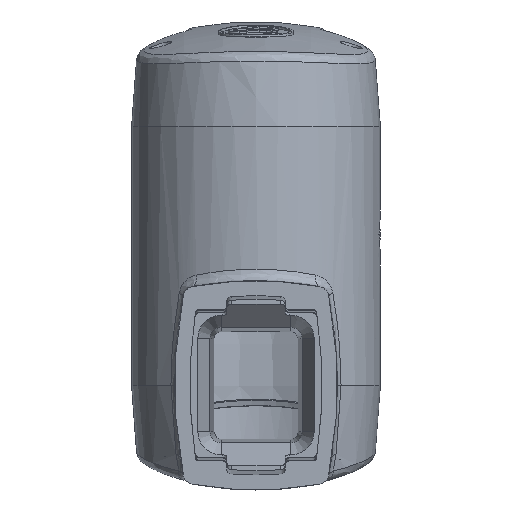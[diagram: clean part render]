
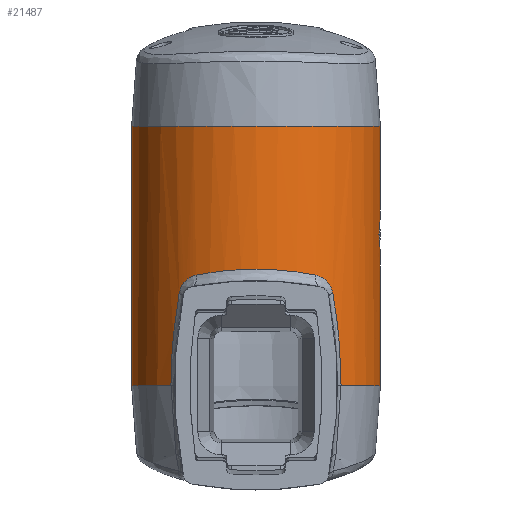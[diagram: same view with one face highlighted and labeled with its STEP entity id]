
A CAD part, top view. The second image highlights one B-rep face of the part: STEP entity #21487.
In plain terms, the highlighted cylindrical face has radius 53.5 mm (diameter 107 mm), a partial arc.
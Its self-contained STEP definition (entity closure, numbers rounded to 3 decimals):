
#991=CARTESIAN_POINT('',(0.,55.75,0.));
#992=DIRECTION('',(0.,-1.,0.));
#993=DIRECTION('',(1.,0.,0.));
#994=AXIS2_PLACEMENT_3D('',#991,#992,#993);
#996=CARTESIAN_POINT('',(0.,55.75,0.));
#997=DIRECTION('',(0.,1.,0.));
#998=DIRECTION('',(-0.003,0.,1.));
#999=AXIS2_PLACEMENT_3D('',#996,#997,#998);
#1001=CARTESIAN_POINT('',(0.,55.75,0.));
#1002=DIRECTION('',(0.,-1.,0.));
#1003=DIRECTION('',(-0.003,0.,1.));
#1004=AXIS2_PLACEMENT_3D('',#1001,#1002,#1003);
#2199=CARTESIAN_POINT('',(53.5,1.75,0.));
#2217=CARTESIAN_POINT('',(53.5,16.75,0.));
#3050=CARTESIAN_POINT('',(53.5,16.75,0.));
#3051=CARTESIAN_POINT('',(53.5,16.75,0.651));
#3052=CARTESIAN_POINT('',(53.476,16.579,1.956));
#3053=CARTESIAN_POINT('',(53.375,15.824,3.787));
#3054=CARTESIAN_POINT('',(53.237,14.614,5.365));
#3055=CARTESIAN_POINT('',(53.097,13.036,6.575));
#3056=CARTESIAN_POINT('',(52.996,11.204,7.33));
#3057=CARTESIAN_POINT('',(52.972,9.9,7.5));
#3058=CARTESIAN_POINT('',(52.972,9.25,7.5));
#3060=CARTESIAN_POINT('',(52.972,9.25,7.5));
#3061=CARTESIAN_POINT('',(52.972,8.599,7.5));
#3062=CARTESIAN_POINT('',(52.996,7.294,7.329));
#3063=CARTESIAN_POINT('',(53.098,5.463,6.574));
#3064=CARTESIAN_POINT('',(53.237,3.885,5.364));
#3065=CARTESIAN_POINT('',(53.375,2.676,3.786));
#3066=CARTESIAN_POINT('',(53.476,1.92,1.955));
#3067=CARTESIAN_POINT('',(53.5,1.75,0.651));
#3068=CARTESIAN_POINT('',(53.5,1.75,0.));
#3078=DIRECTION('',(0.,1.,0.));
#3079=VECTOR('',#3078,111.5);
#3080=CARTESIAN_POINT('',(-53.5,-55.75,0.));
#3081=LINE('',#3080,#3079);
#3082=DIRECTION('',(0.,-1.,0.));
#3083=VECTOR('',#3082,39.);
#3084=CARTESIAN_POINT('',(53.5,55.75,0.));
#3085=LINE('',#3084,#3083);
#3086=DIRECTION('',(0.,-1.,0.));
#3087=VECTOR('',#3086,57.5);
#3088=CARTESIAN_POINT('',(53.5,1.75,0.));
#3089=LINE('',#3088,#3087);
#3090=CARTESIAN_POINT('',(36.581,-55.75,39.039));
#3091=CARTESIAN_POINT('',(36.591,-51.683,39.03));
#3092=CARTESIAN_POINT('',(36.355,-43.334,39.253));
#3093=CARTESIAN_POINT('',(35.254,-30.134,40.259));
#3094=CARTESIAN_POINT('',(33.905,-20.937,41.399));
#3095=CARTESIAN_POINT('',(33.065,-16.235,42.059));
#3097=CARTESIAN_POINT('',(33.065,-16.235,42.059));
#3098=CARTESIAN_POINT('',(32.942,-15.519,42.156));
#3099=CARTESIAN_POINT('',(32.542,-14.127,42.469));
#3100=CARTESIAN_POINT('',(31.465,-12.083,43.279));
#3101=CARTESIAN_POINT('',(29.902,-10.305,44.381));
#3102=CARTESIAN_POINT('',(27.926,-8.971,45.655));
#3103=CARTESIAN_POINT('',(26.506,-8.482,46.481));
#3104=CARTESIAN_POINT('',(25.753,-8.329,46.894));
#3106=CARTESIAN_POINT('',(25.753,-8.329,46.894));
#3107=CARTESIAN_POINT('',(17.985,-6.76,51.159));
#3108=CARTESIAN_POINT('',(0.,-4.739,
55.841));
#3109=CARTESIAN_POINT('',(-17.985,-6.76,
51.159));
#3110=CARTESIAN_POINT('',(-25.753,-8.329,
46.894));
#3112=CARTESIAN_POINT('',(-25.753,-8.329,
46.894));
#3113=CARTESIAN_POINT('',(-26.507,-8.483,
46.48));
#3114=CARTESIAN_POINT('',(-27.931,-8.973,
45.652));
#3115=CARTESIAN_POINT('',(-29.904,-10.307,
44.38));
#3116=CARTESIAN_POINT('',(-31.465,-12.083,
43.279));
#3117=CARTESIAN_POINT('',(-32.543,-14.132,
42.468));
#3118=CARTESIAN_POINT('',(-32.942,-15.521,
42.156));
#3119=CARTESIAN_POINT('',(-33.065,-16.235,
42.059));
#3121=CARTESIAN_POINT('',(-33.065,-16.235,
42.059));
#3122=CARTESIAN_POINT('',(-33.905,-20.937,
41.399));
#3123=CARTESIAN_POINT('',(-35.254,-30.135,
40.258));
#3124=CARTESIAN_POINT('',(-36.355,-43.336,
39.253));
#3125=CARTESIAN_POINT('',(-36.591,-51.684,
39.03));
#3126=CARTESIAN_POINT('',(-36.581,-55.75,
39.039));
#3138=CARTESIAN_POINT('',(0.,-55.75,0.));
#3139=DIRECTION('',(0.,1.,0.));
#3140=DIRECTION('',(-1.,0.,0.));
#3141=AXIS2_PLACEMENT_3D('',#3138,#3139,#3140);
#3195=CARTESIAN_POINT('',(0.,-55.75,0.));
#3196=DIRECTION('',(0.,1.,0.));
#3197=DIRECTION('',(0.684,0.,0.73));
#3198=AXIS2_PLACEMENT_3D('',#3195,#3196,#3197);
#14960=VERTEX_POINT('',#3121);
#14961=VERTEX_POINT('',#3126);
#14962=CARTESIAN_POINT('',(-53.5,-55.75,0.));
#14963=VERTEX_POINT('',#14962);
#14964=CARTESIAN_POINT('',(36.581,-55.75,39.039));
#14965=CARTESIAN_POINT('',(53.5,-55.75,0.));
#14966=VERTEX_POINT('',#14964);
#14967=VERTEX_POINT('',#14965);
#14968=VERTEX_POINT('',#3095);
#14969=VERTEX_POINT('',#3104);
#14970=VERTEX_POINT('',#3110);
#16129=CARTESIAN_POINT('',(53.5,55.75,0.));
#16131=VERTEX_POINT('',#16129);
#16132=CARTESIAN_POINT('',(-53.5,55.75,0.));
#16134=VERTEX_POINT('',#16132);
#16158=VERTEX_POINT('',#2217);
#16162=VERTEX_POINT('',#2199);
#16163=VERTEX_POINT('',#3058);
#16661=CARTESIAN_POINT('',(-0.151,55.75,53.5));
#16662=CARTESIAN_POINT('',(0.,55.75,53.5));
#16663=VERTEX_POINT('',#16661);
#16664=VERTEX_POINT('',#16662);
#21458=CARTESIAN_POINT('',(0.,0.35,0.));
#21459=DIRECTION('',(0.,-1.,0.));
#21460=DIRECTION('',(1.,0.,0.));
#21461=AXIS2_PLACEMENT_3D('',#21458,#21459,#21460);
#21462=CYLINDRICAL_SURFACE('',#21461,53.5);
#21463=ORIENTED_EDGE('',*,*,#19868,.T.);
#21464=ORIENTED_EDGE('',*,*,#17943,.F.);
#21465=ORIENTED_EDGE('',*,*,#17941,.T.);
#21466=ORIENTED_EDGE('',*,*,#17939,.F.);
#21467=ORIENTED_EDGE('',*,*,#19855,.T.);
#21468=ORIENTED_EDGE('',*,*,#21425,.T.);
#21469=ORIENTED_EDGE('',*,*,#21443,.T.);
#21470=ORIENTED_EDGE('',*,*,#19849,.T.);
#21472=ORIENTED_EDGE('',*,*,#21471,.F.);
#21474=ORIENTED_EDGE('',*,*,#21473,.T.);
#21476=ORIENTED_EDGE('',*,*,#21475,.T.);
#21478=ORIENTED_EDGE('',*,*,#21477,.T.);
#21480=ORIENTED_EDGE('',*,*,#21479,.T.);
#21482=ORIENTED_EDGE('',*,*,#21481,.T.);
#21484=ORIENTED_EDGE('',*,*,#21483,.F.);
#21485=EDGE_LOOP('',(#21463,#21464,#21465,#21466,#21467,#21468,#21469,#21470,
#21472,#21474,#21476,#21478,#21480,#21482,#21484));
#21486=FACE_OUTER_BOUND('',#21485,.F.);
#21487=ADVANCED_FACE('',(#21486),#21462,.T.);
#995=CIRCLE('',#994,53.5);
#1000=CIRCLE('',#999,53.5);
#1005=CIRCLE('',#1004,53.5);
#3059=B_SPLINE_CURVE_WITH_KNOTS('',3,(#3050,#3051,#3052,#3053,#3054,#3055,#3056,
#3057,#3058),.UNSPECIFIED.,.F.,.F.,(4,1,1,1,1,1,4),(0.,0.167,
0.333,0.5,0.667,0.833,1.),
.UNSPECIFIED.);
#3069=B_SPLINE_CURVE_WITH_KNOTS('',3,(#3060,#3061,#3062,#3063,#3064,#3065,#3066,
#3067,#3068),.UNSPECIFIED.,.F.,.F.,(4,1,1,1,1,1,4),(0.,0.167,
0.333,0.5,0.667,0.833,1.),
.UNSPECIFIED.);
#3096=B_SPLINE_CURVE_WITH_KNOTS('',3,(#3090,#3091,#3092,#3093,#3094,#3095),
.UNSPECIFIED.,.F.,.F.,(4,1,1,4),(0.,0.333,0.667,1.),
.UNSPECIFIED.);
#3105=B_SPLINE_CURVE_WITH_KNOTS('',3,(#3097,#3098,#3099,#3100,#3101,#3102,#3103,
#3104),.UNSPECIFIED.,.F.,.F.,(4,1,1,1,1,4),(0.,0.2,0.4,0.6,0.8,1.),
.UNSPECIFIED.);
#3111=B_SPLINE_CURVE_WITH_KNOTS('',3,(#3106,#3107,#3108,#3109,#3110),
.UNSPECIFIED.,.F.,.F.,(4,1,4),(0.,0.5,1.),.UNSPECIFIED.);
#3120=B_SPLINE_CURVE_WITH_KNOTS('',3,(#3112,#3113,#3114,#3115,#3116,#3117,#3118,
#3119),.UNSPECIFIED.,.F.,.F.,(4,1,1,1,1,4),(0.,0.2,0.4,0.6,0.8,1.),
.UNSPECIFIED.);
#3127=B_SPLINE_CURVE_WITH_KNOTS('',3,(#3121,#3122,#3123,#3124,#3125,#3126),
.UNSPECIFIED.,.F.,.F.,(4,1,1,4),(0.,0.333,0.667,1.),
.UNSPECIFIED.);
#3142=CIRCLE('',#3141,53.5);
#3199=CIRCLE('',#3198,53.5);
#17939=EDGE_CURVE('',#16131,#16664,#995,.T.);
#17941=EDGE_CURVE('',#16663,#16664,#1000,.T.);
#17943=EDGE_CURVE('',#16663,#16134,#1005,.T.);
#19849=EDGE_CURVE('',#16162,#14967,#3089,.T.);
#19855=EDGE_CURVE('',#16131,#16158,#3085,.T.);
#19868=EDGE_CURVE('',#14963,#16134,#3081,.T.);
#21425=EDGE_CURVE('',#16158,#16163,#3059,.T.);
#21443=EDGE_CURVE('',#16163,#16162,#3069,.T.);
#21471=EDGE_CURVE('',#14966,#14967,#3199,.T.);
#21473=EDGE_CURVE('',#14966,#14968,#3096,.T.);
#21475=EDGE_CURVE('',#14968,#14969,#3105,.T.);
#21477=EDGE_CURVE('',#14969,#14970,#3111,.T.);
#21479=EDGE_CURVE('',#14970,#14960,#3120,.T.);
#21481=EDGE_CURVE('',#14960,#14961,#3127,.T.);
#21483=EDGE_CURVE('',#14963,#14961,#3142,.T.);
